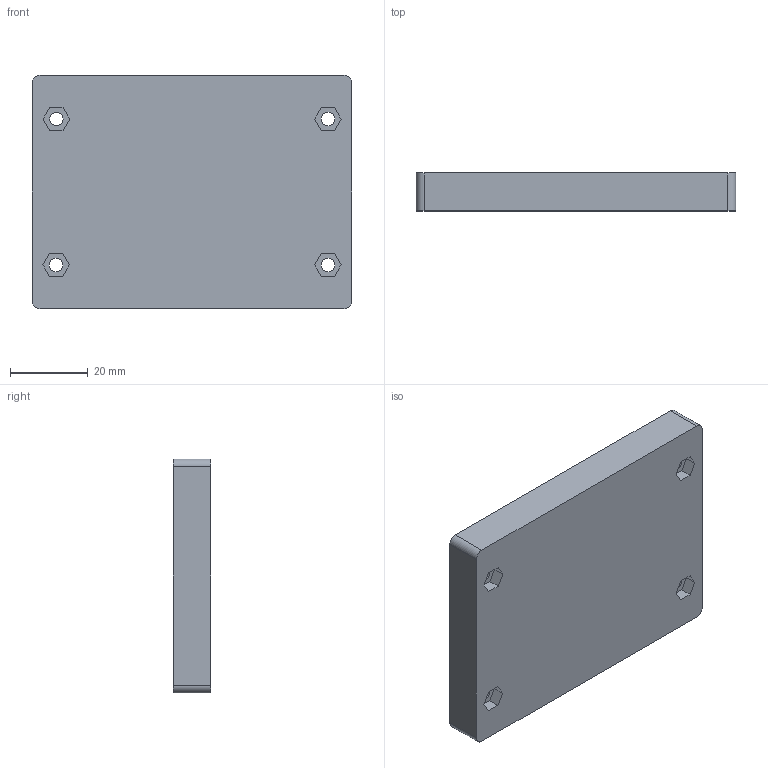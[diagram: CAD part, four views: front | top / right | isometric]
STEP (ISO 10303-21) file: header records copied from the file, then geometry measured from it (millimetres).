
FILE_DESCRIPTION(/* description */ (''),/* implementation_level */ '2;1');
FILE_NAME(/* name */ 'Relay Tray.step',/* time_stamp */ '2023-10-12T08:25:19-05:00',/* author */ (''),/* organization */ (''),/* preprocessor_version */ 'ST-DEVELOPER v20',/* originating_system */ 'Autodesk Translation Framework v12.14.0.127',/* authorisation */ '');
FILE_SCHEMA (('AUTOMOTIVE_DESIGN { 1 0 10303 214 3 1 1 }'));
Length unit declared in the file: millimetre
Products named in the file (1): Relay Tray
Bounding box: 82.3 x 9.7 x 60.28 mm (x, y, z)
Volume: 38990.1 mm3; surface area: 13546.7 mm2
Topology: 1 solids, 1 shells, 51 faces, 132 edges, 88 vertices
Faces by surface type: plane 39, cylinder 12
Full cylindrical faces by diameter (mm): 3.45 x4
Entity records: 1599 total; most frequent: CARTESIAN_POINT 272, ORIENTED_EDGE 264, DIRECTION 260, EDGE_CURVE 132, LINE 108, VECTOR 108, VERTEX_POINT 88, AXIS2_PLACEMENT_3D 76
